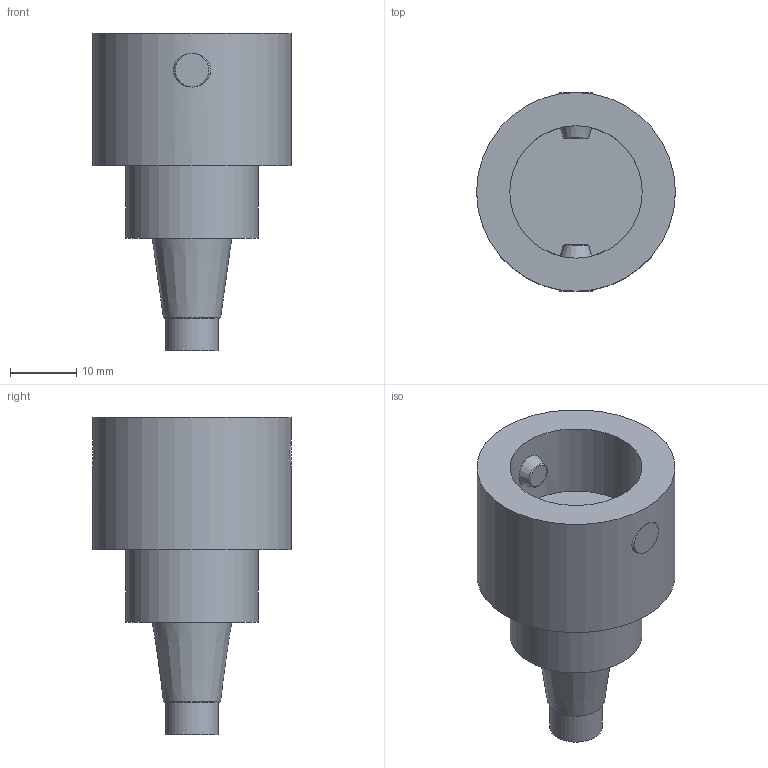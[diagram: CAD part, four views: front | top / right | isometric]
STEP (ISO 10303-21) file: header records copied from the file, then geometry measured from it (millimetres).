
FILE_DESCRIPTION(/* description */ (''),/* implementation_level */ '2;1');
FILE_NAME(/* name */ 'W9990131_stp.stp',/* time_stamp */ '2017-05-05T15:42:12+02:00',/* author */ (''),/* organization */ (''),/* preprocessor_version */ 'ST-DEVELOPER v15',/* originating_system */ 'SIEMENS PLM Software NX 9.0',/* authorisation */ '');
FILE_SCHEMA (('AUTOMOTIVE_DESIGN { 1 0 10303 214 3 1 1 1 }'));
Length unit declared in the file: millimetre
Products named in the file (1): reic1D6440F2grwd
Bounding box: 30 x 30 x 48 mm (x, y, z)
Volume: 15303.9 mm3; surface area: 5219.1 mm2
Topology: 1 solids, 1 shells, 28 faces, 55 edges, 36 vertices
Faces by surface type: plane 10, cylinder 8, cone 7, torus 3
Full cylindrical faces by diameter (mm): 8 x1, 20 x2, 30 x1
Entity records: 864 total; most frequent: CARTESIAN_POINT 349, DIRECTION 104, ORIENTED_EDGE 70, AXIS2_PLACEMENT_3D 52, EDGE_LOOP 46, EDGE_CURVE 35, FACE_BOUND 32, ADVANCED_FACE 28
